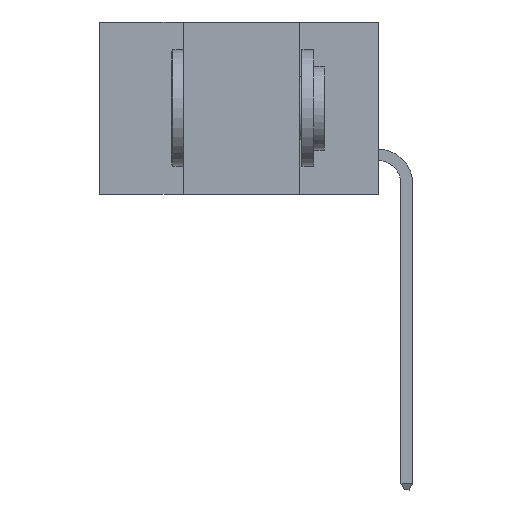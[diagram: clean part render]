
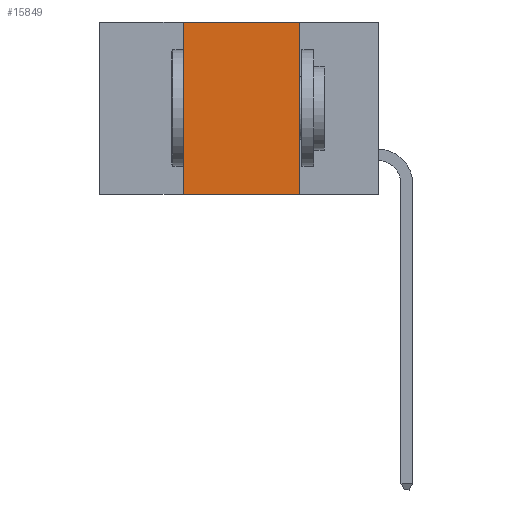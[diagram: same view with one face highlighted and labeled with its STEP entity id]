
A CAD part, left-side view. The second image highlights one B-rep face of the part: STEP entity #15849.
In plain terms, the highlighted planar face has unit normal (-1, 0, 0).
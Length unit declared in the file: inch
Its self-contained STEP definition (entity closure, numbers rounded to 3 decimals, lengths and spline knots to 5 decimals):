
#307 = EDGE_CURVE ( 'NONE', #27992, #28243, #12308, .T. ) ;
#850 = EDGE_CURVE ( 'NONE', #15382, #27992, #10902, .T. ) ;
#1527 = DIRECTION ( 'NONE',  ( 0., 0., -1. ) ) ;
#2378 = VECTOR ( 'NONE', #7330, 39.37008 ) ;
#2530 = AXIS2_PLACEMENT_3D ( 'NONE', #8241, #3998, #25632 ) ;
#3998 = DIRECTION ( 'NONE',  ( 1., 0., 0. ) ) ;
#4334 = VECTOR ( 'NONE', #1527, 39.37008 ) ;
#4475 = CARTESIAN_POINT ( 'NONE',  ( 0., 0.17, 0. ) ) ;
#4553 = ORIENTED_EDGE ( 'NONE', *, *, #850, .F. ) ;
#4822 = EDGE_LOOP ( 'NONE', ( #14254, #8023, #4553, #8450 ) ) ;
#5905 = FACE_OUTER_BOUND ( 'NONE', #4822, .T. ) ;
#6117 = LINE ( 'NONE', #21175, #4334 ) ;
#7330 = DIRECTION ( 'NONE',  ( 0., -1., 0. ) ) ;
#7398 = CARTESIAN_POINT ( 'NONE',  ( 0., 0.6, 0. ) ) ;
#8023 = ORIENTED_EDGE ( 'NONE', *, *, #307, .F. ) ;
#8241 = CARTESIAN_POINT ( 'NONE',  ( 0., 0.6, 0. ) ) ;
#8450 = ORIENTED_EDGE ( 'NONE', *, *, #23782, .T. ) ;
#9837 = VECTOR ( 'NONE', #16178, 39.37008 ) ;
#10902 = LINE ( 'NONE', #11816, #9837 ) ;
#11816 = CARTESIAN_POINT ( 'NONE',  ( 0., 0.42, 0. ) ) ;
#12308 = LINE ( 'NONE', #7398, #24223 ) ;
#12730 = EDGE_CURVE ( 'NONE', #28243, #27058, #6117, .T. ) ;
#14254 = ORIENTED_EDGE ( 'NONE', *, *, #12730, .F. ) ;
#15000 = CARTESIAN_POINT ( 'NONE',  ( 0., 0.42, -0.37 ) ) ;
#15382 = VERTEX_POINT ( 'NONE', #15000 ) ;
#15849 = ADVANCED_FACE ( 'NONE', ( #5905 ), #19101, .F. ) ;
#16178 = DIRECTION ( 'NONE',  ( 0., 0., 1. ) ) ;
#19101 = PLANE ( 'NONE',  #2530 ) ;
#21175 = CARTESIAN_POINT ( 'NONE',  ( 0., 0.17, 0. ) ) ;
#21235 = CARTESIAN_POINT ( 'NONE',  ( 0., 0.42, 0. ) ) ;
#22213 = CARTESIAN_POINT ( 'NONE',  ( 0., 0.17, -0.37 ) ) ;
#22667 = CARTESIAN_POINT ( 'NONE',  ( 0., 0.6, -0.37 ) ) ;
#23782 = EDGE_CURVE ( 'NONE', #15382, #27058, #24637, .T. ) ;
#24223 = VECTOR ( 'NONE', #27055, 39.37008 ) ;
#24637 = LINE ( 'NONE', #22667, #2378 ) ;
#25632 = DIRECTION ( 'NONE',  ( 0., 0., -1. ) ) ;
#27055 = DIRECTION ( 'NONE',  ( 0., -1., 0. ) ) ;
#27058 = VERTEX_POINT ( 'NONE', #22213 ) ;
#27992 = VERTEX_POINT ( 'NONE', #21235 ) ;
#28243 = VERTEX_POINT ( 'NONE', #4475 ) ;
